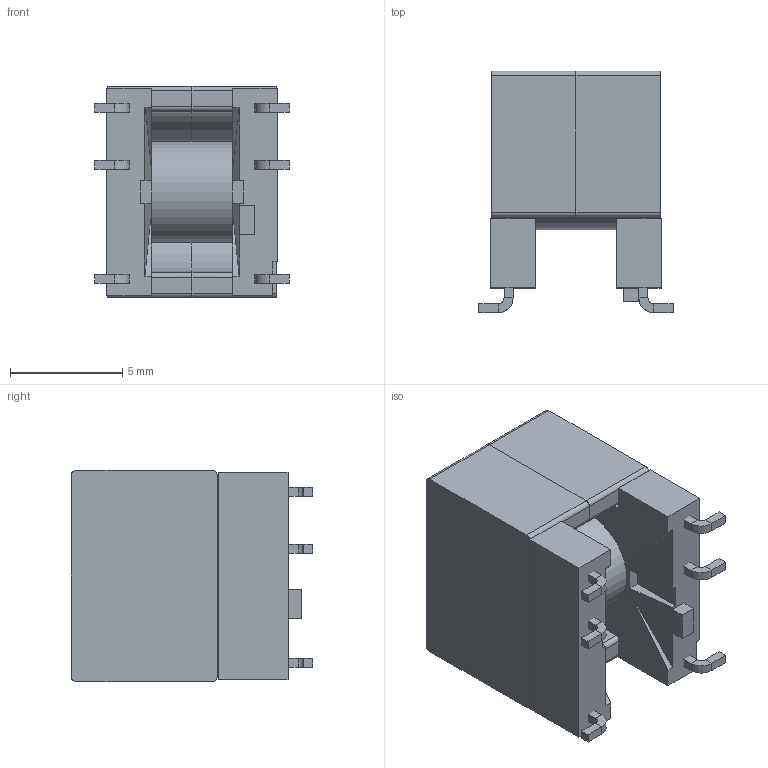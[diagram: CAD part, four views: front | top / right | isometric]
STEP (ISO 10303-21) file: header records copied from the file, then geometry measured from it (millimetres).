
FILE_DESCRIPTION (( 'STEP AP214' ), '1' );
FILE_NAME ('PH9572.XXXNL.STEP', '2020-11-19T01:22:31', ( '' ), ( '' ), 'SwSTEP 2.0', 'SolidWorks 2015', '' );
FILE_SCHEMA (( 'AUTOMOTIVE_DESIGN' ));
Length unit declared in the file: millimetre
Products named in the file (3): 032-3281.XXX EP7CORE_Part Number; 042-2297.004 SML 6P; PH9572.XXXNL
Assembly tree (3 placements, depth 2):
  PH9572.XXXNL
    042-2297.004 SML 6P
    032-3281.XXX EP7CORE_Part Number  x2
Bounding box: 8.65 x 10.75 x 9.4 mm (x, y, z)
Volume: 498.3 mm3; surface area: 995.2 mm2
Topology: 9 solids, 9 shells, 173 faces, 407 edges, 252 vertices
Faces by surface type: plane 137, cylinder 36
Entity records: 4370 total; most frequent: CARTESIAN_POINT 736, DIRECTION 718, ORIENTED_EDGE 702, EDGE_CURVE 351, VECTOR 292, LINE 292, VERTEX_POINT 215, AXIS2_PLACEMENT_3D 213
